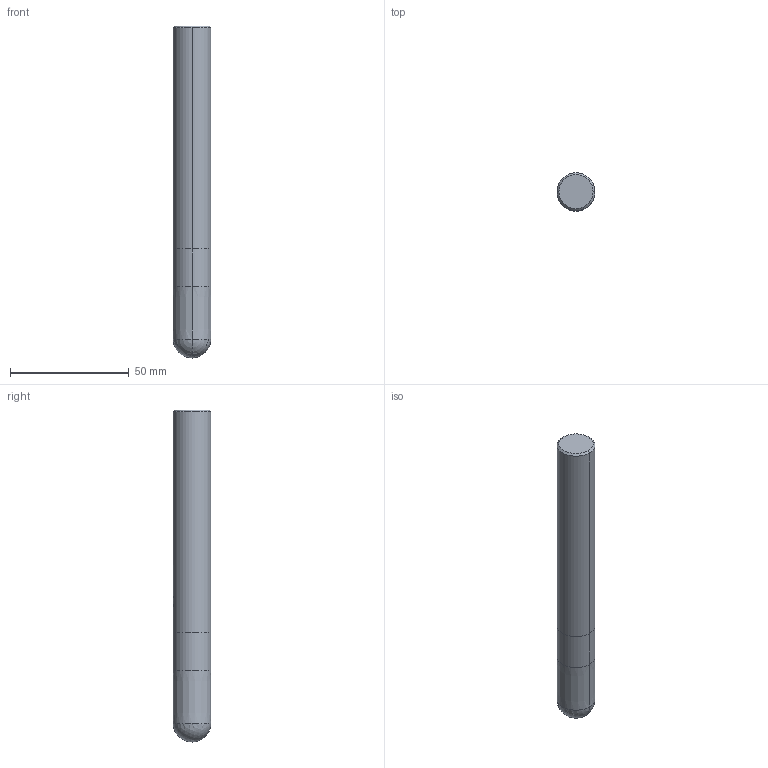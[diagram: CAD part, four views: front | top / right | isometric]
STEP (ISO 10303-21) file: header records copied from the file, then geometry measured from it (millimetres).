
FILE_DESCRIPTION(('no description'),'unknown implementation level');
FILE_NAME('solidFxVI97sP492joLPm_DK_PIw7Xq0_1.STP',' ',('CIM GmbH Aachen'),('CADClick - KiM GmbH - www.kimweb.de'),'unknown preprocess','ACIS','unknown authorization');
FILE_SCHEMA(('automotive_design'));
Length unit declared in the file: millimetre
Products named in the file (2): 1; 2
Bounding box: 16 x 16 x 140 mm (x, y, z)
Volume: 27595.6 mm3; surface area: 7619.2 mm2
Topology: 2 solids, 2 shells, 28 faces, 72 edges, 44 vertices
Faces by surface type: cylinder 11, plane 11, cone 4, sphere 2
Entity records: 1928 total; most frequent: CARTESIAN_POINT 425, DIRECTION 144, STYLED_ITEM 142, PRESENTATION_STYLE_ASSIGNMENT 142, COLOUR_RGB 142, ORIENTED_EDGE 136, EDGE_CURVE 68, CURVE_STYLE 68
